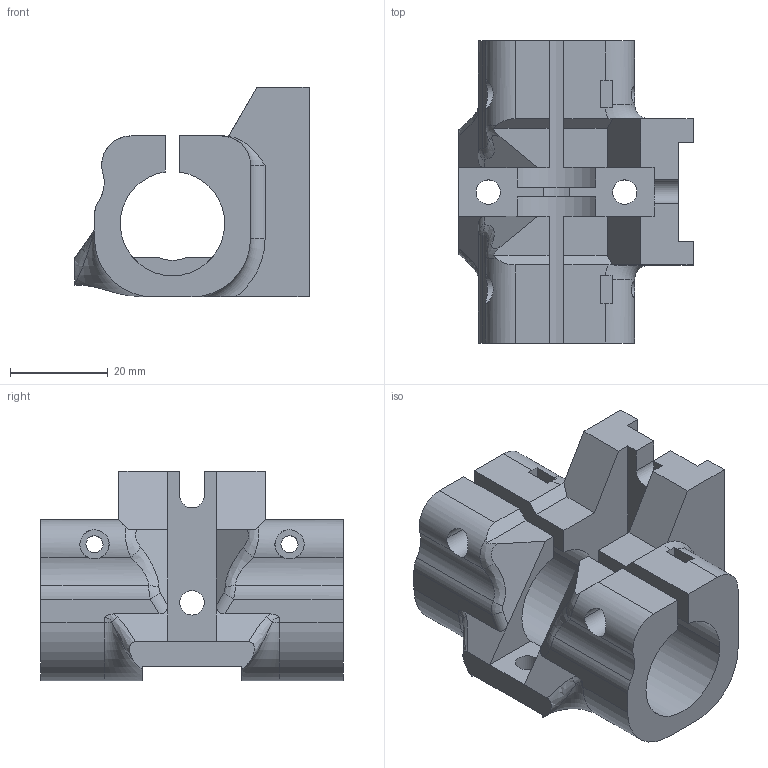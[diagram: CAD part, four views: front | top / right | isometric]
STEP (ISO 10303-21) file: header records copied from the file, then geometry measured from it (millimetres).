
FILE_DESCRIPTION(('CATIA V5 STEP Exchange'),'2;1');
FILE_NAME('HYPERCUBE-EVO-0023_NGEN.stp','2018-08-25T14:09:11+00:00',('none'),('none'),'CATIA Version 5 Release 21 GA (IN-10)','CATIA V5 STEP AP203','none');
FILE_SCHEMA(('CONFIG_CONTROL_DESIGN'));
Length unit declared in the file: millimetre
Products named in the file (1): HYPERCUBE-EVO-0023_NGEN
Bounding box: 48 x 62 x 43 mm (x, y, z)
Volume: 40945.8 mm3; surface area: 17227.2 mm2
Topology: 1 solids, 1 shells, 130 faces, 381 edges, 251 vertices
Faces by surface type: plane 64, cylinder 50, bspline 10, torus 6
Entity records: 5109 total; most frequent: CARTESIAN_POINT 1935, ORIENTED_EDGE 762, DIRECTION 459, EDGE_CURVE 381, VERTEX_POINT 251, VECTOR 213, LINE 213, AXIS2_PLACEMENT_3D 171
